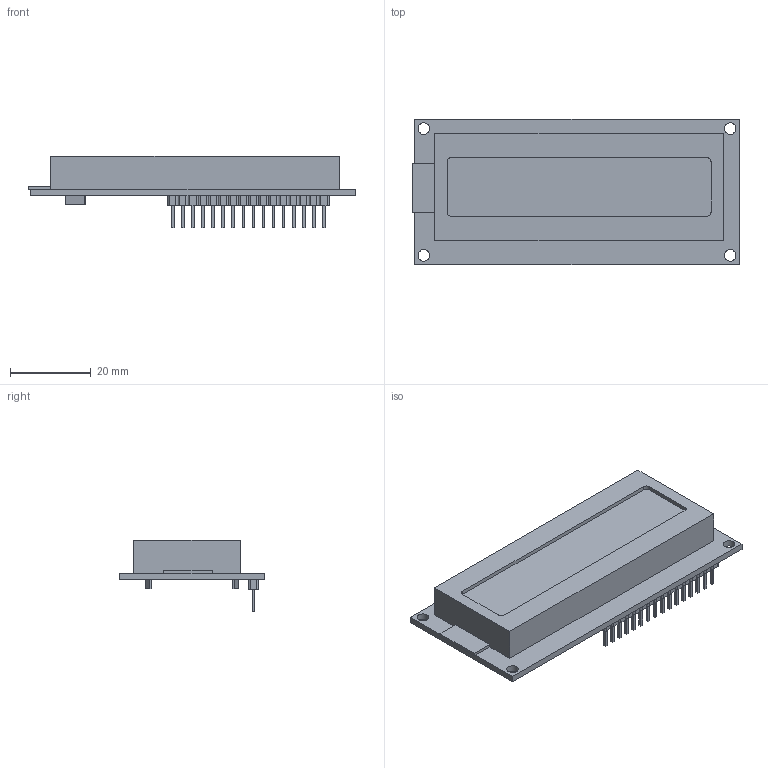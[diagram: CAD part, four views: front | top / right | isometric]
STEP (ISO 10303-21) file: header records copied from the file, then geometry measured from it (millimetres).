
FILE_DESCRIPTION(/* description */ (''),/* implementation_level */ '2;1');
FILE_NAME(/* name */ 'LCD1602.stp',/* time_stamp */ '2014-09-10T09:27:23-04:00',/* author */ ('Christoper Allemang'),/* organization */ (''),/* preprocessor_version */ 'ST-DEVELOPER v15.6',/* originating_system */ 'Autodesk Inventor 2015',/* authorisation */ '');
FILE_SCHEMA (('AUTOMOTIVE_DESIGN { 1 0 10303 214 3 1 1 }'));
Length unit declared in the file: millimetre
Products named in the file (1): LCD1602
Bounding box: 81 x 36 x 17.8 mm (x, y, z)
Volume: 19544.5 mm3; surface area: 8590.8 mm2
Topology: 1 solids, 1 shells, 238 faces, 634 edges, 422 vertices
Faces by surface type: plane 166, cylinder 72
Full cylindrical faces by diameter (mm): 2.9 x4
Entity records: 7668 total; most frequent: CARTESIAN_POINT 1291, ORIENTED_EDGE 1260, DIRECTION 1252, EDGE_CURVE 630, LINE 486, VECTOR 486, VERTEX_POINT 422, AXIS2_PLACEMENT_3D 383
